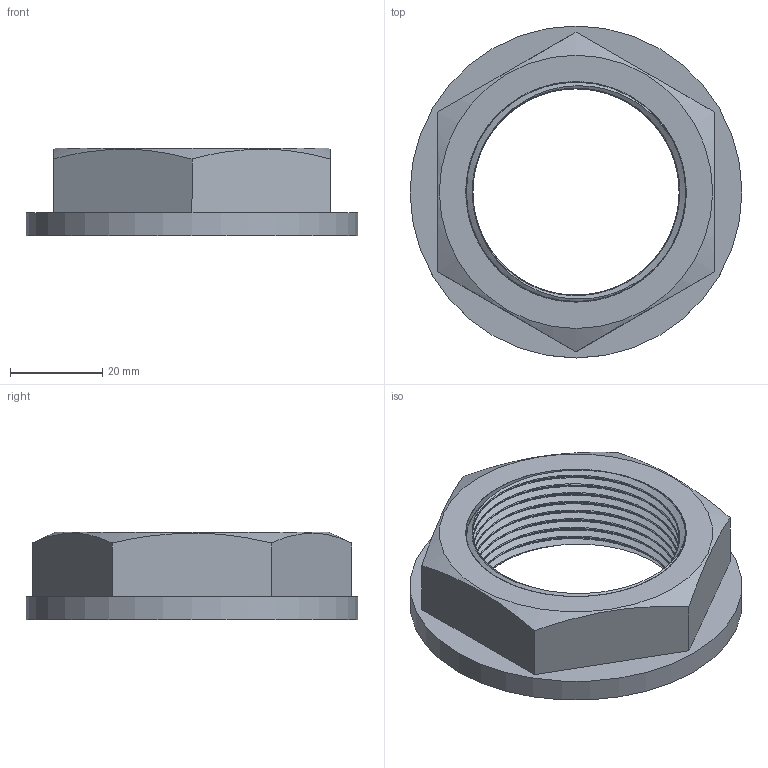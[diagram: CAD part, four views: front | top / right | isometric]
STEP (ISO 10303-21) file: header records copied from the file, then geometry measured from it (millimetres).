
FILE_DESCRIPTION(/* description */ (''),/* implementation_level */ '2;1');
FILE_NAME(/* name */ 'NU910500.ipt.stp',/* time_stamp */ '2017-01-25T10:38:36+01:00',/* author */ ('Eugenio'),/* organization */ (''),/* preprocessor_version */ 'ST-DEVELOPER v16.5',/* originating_system */ 'Autodesk Inventor 2017',/* authorisation */ '');
FILE_SCHEMA (('AUTOMOTIVE_DESIGN { 1 0 10303 214 3 1 1 }'));
Length unit declared in the file: millimetre
Products named in the file (1): NU910500
Bounding box: 72 x 72 x 19 mm (x, y, z)
Volume: 31773.8 mm3; surface area: 19085.8 mm2
Topology: 2 solids, 2 shells, 22 faces, 51 edges, 34 vertices
Faces by surface type: plane 11, bspline 6, cylinder 4, cone 1
Full cylindrical faces by diameter (mm): 47.8 x2, 72 x1
Entity records: 4453 total; most frequent: CARTESIAN_POINT 4003, ORIENTED_EDGE 92, DIRECTION 64, EDGE_CURVE 46, VERTEX_POINT 33, EDGE_LOOP 31, AXIS2_PLACEMENT_3D 26, FACE_OUTER_BOUND 22
